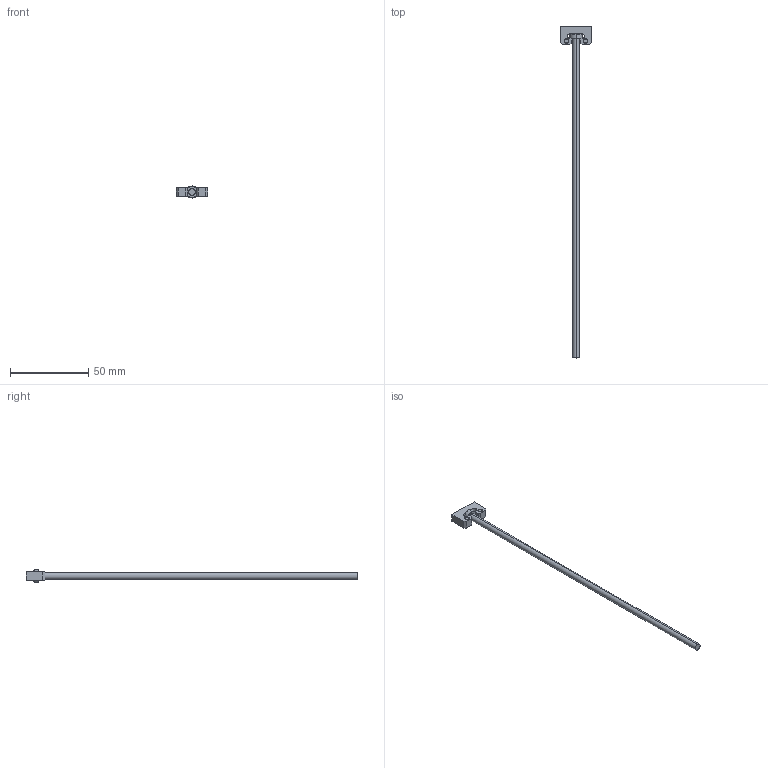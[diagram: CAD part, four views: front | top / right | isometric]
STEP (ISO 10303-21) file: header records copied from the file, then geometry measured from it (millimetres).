
FILE_DESCRIPTION (( 'STEP AP203' ), '1' );
FILE_NAME ('d91b.STEP', '2023-01-11T08:44:53', ( '' ), ( '' ), 'SwSTEP 2.0', 'SolidWorks 2019', '' );
FILE_SCHEMA (( 'CONFIG_CONTROL_DESIGN' ));
Length unit declared in the file: millimetre
Products named in the file (4): d91b; Bolt 5dab151c96828a328c8208bb3264d40e; Lamellar_Gas_Vent_ISGL20C 5dab151c96828a328c8208bb3264d40e; Pin_20 5dab151c96828a328c8208bb3264d40e
Assembly tree (4 placements, depth 2):
  d91b
    Lamellar_Gas_Vent_ISGL20C 5dab151c96828a328c8208bb3264d40e
    Bolt 5dab151c96828a328c8208bb3264d40e
    Pin_20 5dab151c96828a328c8208bb3264d40e  x2
Bounding box: 20 x 212 x 7.7 mm (x, y, z)
Volume: 4043.4 mm3; surface area: 3896.4 mm2
Topology: 4 solids, 4 shells, 54 faces, 123 edges, 78 vertices
Faces by surface type: plane 23, cylinder 19, cone 12
Entity records: 1785 total; most frequent: DIRECTION 257, CARTESIAN_POINT 232, ORIENTED_EDGE 218, EDGE_CURVE 109, AXIS2_PLACEMENT_3D 95, VERTEX_POINT 70, VECTOR 67, LINE 67
